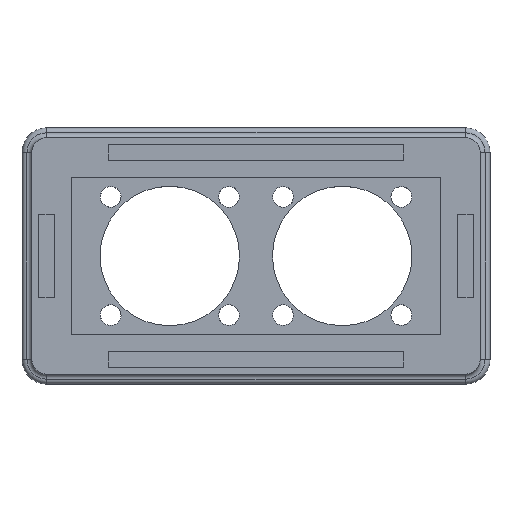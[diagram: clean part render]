
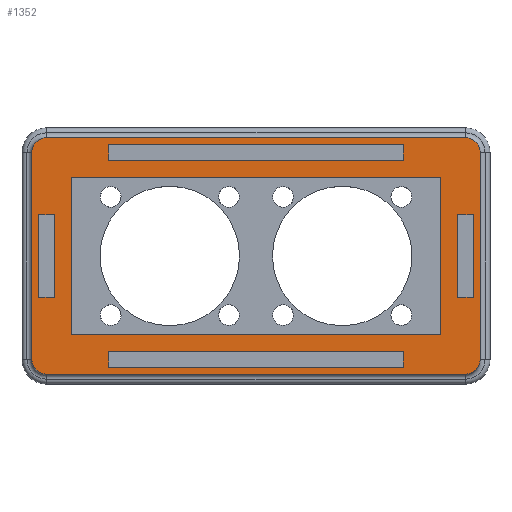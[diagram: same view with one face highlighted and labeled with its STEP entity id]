
A CAD part, top view. The second image highlights one B-rep face of the part: STEP entity #1352.
In plain terms, the highlighted planar face has unit normal (0, 0, 1).
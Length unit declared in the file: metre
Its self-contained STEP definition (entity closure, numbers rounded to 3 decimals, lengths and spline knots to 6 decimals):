
#38=PLANE('',#1464);
#76=CIRCLE('',#1465,0.003);
#77=CIRCLE('',#1466,0.003);
#78=CIRCLE('',#1467,0.003);
#79=CIRCLE('',#1468,0.003);
#80=CIRCLE('',#1469,0.01265);
#81=CIRCLE('',#1470,0.01265);
#82=CIRCLE('',#1471,0.01265);
#83=CIRCLE('',#1472,0.01265);
#84=CIRCLE('',#1473,0.01265);
#85=CIRCLE('',#1474,0.01265);
#86=CIRCLE('',#1475,0.01265);
#87=CIRCLE('',#1476,0.01265);
#180=ORIENTED_EDGE('',*,*,#568,.F.);
#181=ORIENTED_EDGE('',*,*,#569,.F.);
#182=ORIENTED_EDGE('',*,*,#570,.F.);
#183=ORIENTED_EDGE('',*,*,#571,.F.);
#184=ORIENTED_EDGE('',*,*,#572,.F.);
#185=ORIENTED_EDGE('',*,*,#573,.F.);
#186=ORIENTED_EDGE('',*,*,#574,.F.);
#187=ORIENTED_EDGE('',*,*,#575,.F.);
#188=ORIENTED_EDGE('',*,*,#576,.F.);
#189=ORIENTED_EDGE('',*,*,#577,.T.);
#190=ORIENTED_EDGE('',*,*,#578,.T.);
#191=ORIENTED_EDGE('',*,*,#579,.T.);
#192=ORIENTED_EDGE('',*,*,#580,.F.);
#193=ORIENTED_EDGE('',*,*,#581,.T.);
#194=ORIENTED_EDGE('',*,*,#582,.F.);
#195=ORIENTED_EDGE('',*,*,#583,.F.);
#196=ORIENTED_EDGE('',*,*,#584,.T.);
#197=ORIENTED_EDGE('',*,*,#585,.T.);
#198=ORIENTED_EDGE('',*,*,#586,.T.);
#199=ORIENTED_EDGE('',*,*,#587,.T.);
#200=ORIENTED_EDGE('',*,*,#588,.F.);
#201=ORIENTED_EDGE('',*,*,#589,.T.);
#202=ORIENTED_EDGE('',*,*,#590,.T.);
#203=ORIENTED_EDGE('',*,*,#591,.F.);
#204=ORIENTED_EDGE('',*,*,#592,.F.);
#205=ORIENTED_EDGE('',*,*,#593,.F.);
#206=ORIENTED_EDGE('',*,*,#594,.T.);
#207=ORIENTED_EDGE('',*,*,#595,.F.);
#568=EDGE_CURVE('',#762,#763,#76,.T.);
#569=EDGE_CURVE('',#764,#762,#886,.T.);
#570=EDGE_CURVE('',#765,#764,#77,.T.);
#571=EDGE_CURVE('',#766,#765,#887,.T.);
#572=EDGE_CURVE('',#767,#766,#78,.T.);
#573=EDGE_CURVE('',#768,#767,#888,.T.);
#574=EDGE_CURVE('',#769,#768,#79,.T.);
#575=EDGE_CURVE('',#763,#769,#889,.T.);
#576=EDGE_CURVE('',#770,#771,#890,.T.);
#577=EDGE_CURVE('',#770,#772,#80,.T.);
#578=EDGE_CURVE('',#772,#773,#891,.T.);
#579=EDGE_CURVE('',#773,#771,#81,.T.);
#580=EDGE_CURVE('',#774,#775,#82,.T.);
#581=EDGE_CURVE('',#774,#776,#892,.T.);
#582=EDGE_CURVE('',#777,#776,#83,.T.);
#583=EDGE_CURVE('',#775,#777,#893,.T.);
#584=EDGE_CURVE('',#778,#779,#894,.T.);
#585=EDGE_CURVE('',#779,#780,#84,.T.);
#586=EDGE_CURVE('',#780,#781,#895,.T.);
#587=EDGE_CURVE('',#781,#778,#85,.T.);
#588=EDGE_CURVE('',#782,#783,#896,.T.);
#589=EDGE_CURVE('',#782,#784,#897,.T.);
#590=EDGE_CURVE('',#784,#785,#898,.T.);
#591=EDGE_CURVE('',#783,#785,#899,.T.);
#592=EDGE_CURVE('',#786,#787,#900,.T.);
#593=EDGE_CURVE('',#788,#786,#86,.T.);
#594=EDGE_CURVE('',#788,#789,#901,.T.);
#595=EDGE_CURVE('',#787,#789,#87,.T.);
#762=VERTEX_POINT('',#2144);
#763=VERTEX_POINT('',#2145);
#764=VERTEX_POINT('',#2147);
#765=VERTEX_POINT('',#2149);
#766=VERTEX_POINT('',#2151);
#767=VERTEX_POINT('',#2153);
#768=VERTEX_POINT('',#2155);
#769=VERTEX_POINT('',#2157);
#770=VERTEX_POINT('',#2160);
#771=VERTEX_POINT('',#2161);
#772=VERTEX_POINT('',#2163);
#773=VERTEX_POINT('',#2165);
#774=VERTEX_POINT('',#2168);
#775=VERTEX_POINT('',#2169);
#776=VERTEX_POINT('',#2171);
#777=VERTEX_POINT('',#2173);
#778=VERTEX_POINT('',#2176);
#779=VERTEX_POINT('',#2177);
#780=VERTEX_POINT('',#2179);
#781=VERTEX_POINT('',#2181);
#782=VERTEX_POINT('',#2184);
#783=VERTEX_POINT('',#2185);
#784=VERTEX_POINT('',#2187);
#785=VERTEX_POINT('',#2189);
#786=VERTEX_POINT('',#2192);
#787=VERTEX_POINT('',#2193);
#788=VERTEX_POINT('',#2195);
#789=VERTEX_POINT('',#2197);
#886=LINE('',#2146,#970);
#887=LINE('',#2150,#971);
#888=LINE('',#2154,#972);
#889=LINE('',#2158,#973);
#890=LINE('',#2159,#974);
#891=LINE('',#2164,#975);
#892=LINE('',#2170,#976);
#893=LINE('',#2174,#977);
#894=LINE('',#2175,#978);
#895=LINE('',#2180,#979);
#896=LINE('',#2183,#980);
#897=LINE('',#2186,#981);
#898=LINE('',#2188,#982);
#899=LINE('',#2190,#983);
#900=LINE('',#2191,#984);
#901=LINE('',#2196,#985);
#970=VECTOR('',#1670,1.);
#971=VECTOR('',#1673,1.);
#972=VECTOR('',#1676,1.);
#973=VECTOR('',#1679,1.);
#974=VECTOR('',#1680,1.);
#975=VECTOR('',#1683,1.);
#976=VECTOR('',#1688,1.);
#977=VECTOR('',#1691,1.);
#978=VECTOR('',#1692,1.);
#979=VECTOR('',#1695,1.);
#980=VECTOR('',#1698,1.);
#981=VECTOR('',#1699,1.);
#982=VECTOR('',#1700,1.);
#983=VECTOR('',#1701,1.);
#984=VECTOR('',#1702,1.);
#985=VECTOR('',#1705,1.);
#1053=EDGE_LOOP('',(#180,#181,#182,#183,#184,#185,#186,#187));
#1054=EDGE_LOOP('',(#188,#189,#190,#191));
#1055=EDGE_LOOP('',(#192,#193,#194,#195));
#1056=EDGE_LOOP('',(#196,#197,#198,#199));
#1057=EDGE_LOOP('',(#200,#201,#202,#203));
#1058=EDGE_LOOP('',(#204,#205,#206,#207));
#1181=FACE_BOUND('',#1053,.T.);
#1182=FACE_BOUND('',#1054,.T.);
#1183=FACE_BOUND('',#1055,.T.);
#1184=FACE_BOUND('',#1056,.T.);
#1185=FACE_BOUND('',#1057,.T.);
#1186=FACE_BOUND('',#1058,.T.);
#1352=ADVANCED_FACE('',(#1181,#1182,#1183,#1184,#1185,#1186),#38,.T.);
#1464=AXIS2_PLACEMENT_3D('',#2142,#1666,#1667);
#1465=AXIS2_PLACEMENT_3D('',#2143,#1668,#1669);
#1466=AXIS2_PLACEMENT_3D('',#2148,#1671,#1672);
#1467=AXIS2_PLACEMENT_3D('',#2152,#1674,#1675);
#1468=AXIS2_PLACEMENT_3D('',#2156,#1677,#1678);
#1469=AXIS2_PLACEMENT_3D('',#2162,#1681,#1682);
#1470=AXIS2_PLACEMENT_3D('',#2166,#1684,#1685);
#1471=AXIS2_PLACEMENT_3D('',#2167,#1686,#1687);
#1472=AXIS2_PLACEMENT_3D('',#2172,#1689,#1690);
#1473=AXIS2_PLACEMENT_3D('',#2178,#1693,#1694);
#1474=AXIS2_PLACEMENT_3D('',#2182,#1696,#1697);
#1475=AXIS2_PLACEMENT_3D('',#2194,#1703,#1704);
#1476=AXIS2_PLACEMENT_3D('',#2198,#1706,#1707);
#1666=DIRECTION('',(0.,0.,1.));
#1667=DIRECTION('',(1.,0.,0.));
#1668=DIRECTION('',(0.,0.,-1.));
#1669=DIRECTION('',(-1.,0.,0.));
#1670=DIRECTION('',(0.,-1.,0.));
#1671=DIRECTION('',(0.,0.,-1.));
#1672=DIRECTION('',(-1.,0.,0.));
#1673=DIRECTION('',(1.,0.,0.));
#1674=DIRECTION('',(0.,0.,-1.));
#1675=DIRECTION('',(-1.,0.,0.));
#1676=DIRECTION('',(0.,1.,0.));
#1677=DIRECTION('',(0.,0.,-1.));
#1678=DIRECTION('',(-1.,0.,0.));
#1679=DIRECTION('',(-1.,0.,0.));
#1680=DIRECTION('',(0.,1.,0.));
#1681=DIRECTION('',(0.,0.,1.));
#1682=DIRECTION('',(1.,0.,0.));
#1683=DIRECTION('',(0.,1.,0.));
#1684=DIRECTION('',(0.,0.,1.));
#1685=DIRECTION('',(1.,0.,0.));
#1686=DIRECTION('',(0.,0.,-1.));
#1687=DIRECTION('',(1.,0.,0.));
#1688=DIRECTION('',(0.,1.,0.));
#1689=DIRECTION('',(0.,0.,-1.));
#1690=DIRECTION('',(1.,0.,0.));
#1691=DIRECTION('',(0.,1.,0.));
#1692=DIRECTION('',(-1.,0.,0.));
#1693=DIRECTION('',(0.,0.,1.));
#1694=DIRECTION('',(1.,0.,0.));
#1695=DIRECTION('',(1.,0.,0.));
#1696=DIRECTION('',(0.,0.,1.));
#1697=DIRECTION('',(1.,0.,0.));
#1698=DIRECTION('',(0.,-1.,0.));
#1699=DIRECTION('',(1.,0.,0.));
#1700=DIRECTION('',(0.,-1.,0.));
#1701=DIRECTION('',(1.,0.,0.));
#1702=DIRECTION('',(1.,0.,0.));
#1703=DIRECTION('',(0.,0.,-1.));
#1704=DIRECTION('',(1.,0.,0.));
#1705=DIRECTION('',(1.,0.,0.));
#1706=DIRECTION('',(0.,0.,-1.));
#1707=DIRECTION('',(1.,0.,0.));
#2142=CARTESIAN_POINT('',(0.,0.,0.01064));
#2143=CARTESIAN_POINT('',(0.0425,-0.021,0.01064));
#2144=CARTESIAN_POINT('',(0.0455,-0.021,0.01064));
#2145=CARTESIAN_POINT('',(0.0425,-0.024,0.01064));
#2146=CARTESIAN_POINT('',(0.0455,0.,0.01064));
#2147=CARTESIAN_POINT('',(0.0455,0.021,0.01064));
#2148=CARTESIAN_POINT('',(0.0425,0.021,0.01064));
#2149=CARTESIAN_POINT('',(0.0425,0.024,0.01064));
#2150=CARTESIAN_POINT('',(-0.042502,0.024,0.01064));
#2151=CARTESIAN_POINT('',(-0.0425,0.024,0.01064));
#2152=CARTESIAN_POINT('',(-0.0425,0.021,0.01064));
#2153=CARTESIAN_POINT('',(-0.0455,0.021,0.01064));
#2154=CARTESIAN_POINT('',(-0.0455,-0.021002,0.01064));
#2155=CARTESIAN_POINT('',(-0.0455,-0.021,0.01064));
#2156=CARTESIAN_POINT('',(-0.0425,-0.021,0.01064));
#2157=CARTESIAN_POINT('',(-0.0425,-0.024,0.01064));
#2158=CARTESIAN_POINT('',(0.042502,-0.024,0.01064));
#2159=CARTESIAN_POINT('',(0.044167,0.,0.01064));
#2160=CARTESIAN_POINT('',(0.044167,-0.00846,0.01064));
#2161=CARTESIAN_POINT('',(0.044167,0.00846,0.01064));
#2162=CARTESIAN_POINT('',(0.0425,-0.021,0.01064));
#2163=CARTESIAN_POINT('',(0.040833,-0.00846,0.01064));
#2164=CARTESIAN_POINT('',(0.040833,0.,0.01064));
#2165=CARTESIAN_POINT('',(0.040833,0.00846,0.01064));
#2166=CARTESIAN_POINT('',(0.0425,0.021,0.01064));
#2167=CARTESIAN_POINT('',(-0.0425,-0.021,0.01064));
#2168=CARTESIAN_POINT('',(-0.044167,-0.00846,0.01064));
#2169=CARTESIAN_POINT('',(-0.040833,-0.00846,0.01064));
#2170=CARTESIAN_POINT('',(-0.044167,0.,0.01064));
#2171=CARTESIAN_POINT('',(-0.044167,0.00846,0.01064));
#2172=CARTESIAN_POINT('',(-0.0425,0.021,0.01064));
#2173=CARTESIAN_POINT('',(-0.040833,0.00846,0.01064));
#2174=CARTESIAN_POINT('',(-0.040833,0.,0.01064));
#2175=CARTESIAN_POINT('',(-0.01498,-0.022667,0.01064));
#2176=CARTESIAN_POINT('',(0.02996,-0.022667,0.01064));
#2177=CARTESIAN_POINT('',(-0.02996,-0.022667,0.01064));
#2178=CARTESIAN_POINT('',(-0.0425,-0.021,0.01064));
#2179=CARTESIAN_POINT('',(-0.02996,-0.019333,0.01064));
#2180=CARTESIAN_POINT('',(0.01498,-0.019333,0.01064));
#2181=CARTESIAN_POINT('',(0.02996,-0.019333,0.01064));
#2182=CARTESIAN_POINT('',(0.0425,-0.021,0.01064));
#2183=CARTESIAN_POINT('',(-0.0375,0.,0.01064));
#2184=CARTESIAN_POINT('',(-0.0375,0.016,0.01064));
#2185=CARTESIAN_POINT('',(-0.0375,-0.016,0.01064));
#2186=CARTESIAN_POINT('',(0.,0.016,0.01064));
#2187=CARTESIAN_POINT('',(0.0375,0.016,0.01064));
#2188=CARTESIAN_POINT('',(0.0375,0.,0.01064));
#2189=CARTESIAN_POINT('',(0.0375,-0.016,0.01064));
#2190=CARTESIAN_POINT('',(0.,-0.016,0.01064));
#2191=CARTESIAN_POINT('',(0.01498,0.019333,0.01064));
#2192=CARTESIAN_POINT('',(-0.02996,0.019333,0.01064));
#2193=CARTESIAN_POINT('',(0.02996,0.019333,0.01064));
#2194=CARTESIAN_POINT('',(-0.0425,0.021,0.01064));
#2195=CARTESIAN_POINT('',(-0.02996,0.022667,0.01064));
#2196=CARTESIAN_POINT('',(0.01498,0.022667,0.01064));
#2197=CARTESIAN_POINT('',(0.02996,0.022667,0.01064));
#2198=CARTESIAN_POINT('',(0.0425,0.021,0.01064));
